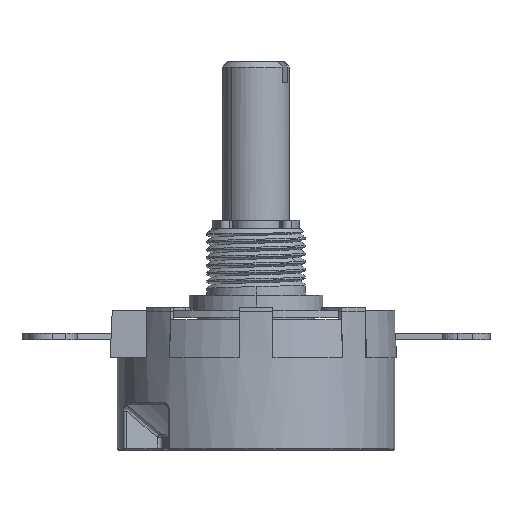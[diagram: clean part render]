
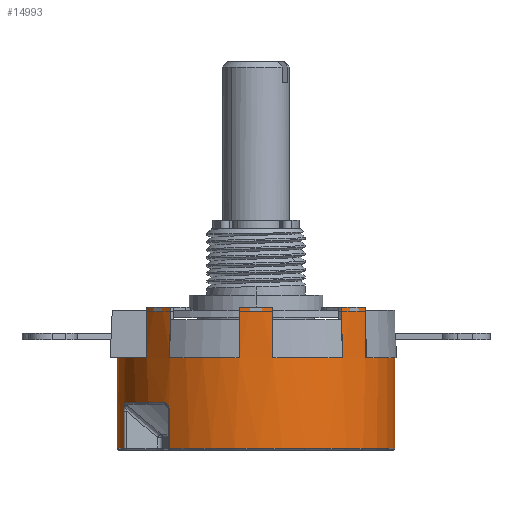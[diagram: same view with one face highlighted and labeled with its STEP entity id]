
A CAD part, left-side view. The second image highlights one B-rep face of the part: STEP entity #14993.
In plain terms, the highlighted cylindrical face has radius 13.2 mm (diameter 26.4 mm), a partial arc.
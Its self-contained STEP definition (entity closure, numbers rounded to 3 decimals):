
#13304=DIRECTION('',(0.,0.,1.));
#13305=VECTOR('',#13304,8.6);
#13306=CARTESIAN_POINT('',(13.35,0.15,-13.1));
#13307=LINE('',#13306,#13305);
#13317=DIRECTION('',(0.,0.,1.));
#13318=VECTOR('',#13317,3.527);
#13319=CARTESIAN_POINT('',(9.301,25.914,
-13.1));
#13320=LINE('',#13319,#13318);
#13321=CARTESIAN_POINT('',(13.35,13.35,-13.1));
#13322=DIRECTION('',(0.,0.,-1.));
#13323=DIRECTION('',(-0.307,0.952,0.));
#13324=AXIS2_PLACEMENT_3D('',#13321,#13322,#13323);
#13326=DIRECTION('',(0.,0.,1.));
#13327=VECTOR('',#13326,8.6);
#13328=CARTESIAN_POINT('',(13.35,26.55,-13.1));
#13329=LINE('',#13328,#13327);
#13330=CARTESIAN_POINT('',(13.35,13.35,-4.5));
#13331=DIRECTION('',(0.,0.,1.));
#13332=DIRECTION('',(0.,1.,0.));
#13333=AXIS2_PLACEMENT_3D('',#13330,#13331,#13332);
#13335=DIRECTION('',(0.,0.,1.));
#13336=VECTOR('',#13335,4.8);
#13337=CARTESIAN_POINT('',(5.216,23.746,-4.5));
#13338=LINE('',#13337,#13336);
#13339=CARTESIAN_POINT('',(13.35,13.35,0.3));
#13340=DIRECTION('',(0.,0.,1.));
#13341=DIRECTION('',(-0.616,0.788,0.));
#13342=AXIS2_PLACEMENT_3D('',#13339,#13340,#13341);
#13344=DIRECTION('',(0.,0.,1.));
#13345=VECTOR('',#13344,4.8);
#13346=CARTESIAN_POINT('',(2.954,21.484,-4.5));
#13347=LINE('',#13346,#13345);
#13348=CARTESIAN_POINT('',(13.35,13.35,-4.5));
#13349=DIRECTION('',(0.,0.,1.));
#13350=DIRECTION('',(-0.788,0.616,0.));
#13351=AXIS2_PLACEMENT_3D('',#13348,#13349,#13350);
#13353=DIRECTION('',(0.,0.,1.));
#13354=VECTOR('',#13353,4.8);
#13355=CARTESIAN_POINT('',(0.247,14.95,-4.5));
#13356=LINE('',#13355,#13354);
#13357=CARTESIAN_POINT('',(13.35,13.35,0.3));
#13358=DIRECTION('',(0.,0.,1.));
#13359=DIRECTION('',(-0.993,0.121,0.));
#13360=AXIS2_PLACEMENT_3D('',#13357,#13358,#13359);
#13362=DIRECTION('',(0.,0.,1.));
#13363=VECTOR('',#13362,4.8);
#13364=CARTESIAN_POINT('',(0.247,11.75,-4.5));
#13365=LINE('',#13364,#13363);
#13366=CARTESIAN_POINT('',(13.35,13.35,-4.5));
#13367=DIRECTION('',(0.,0.,1.));
#13368=DIRECTION('',(-0.993,-0.121,0.));
#13369=AXIS2_PLACEMENT_3D('',#13366,#13367,#13368);
#13371=DIRECTION('',(0.,0.,1.));
#13372=VECTOR('',#13371,4.8);
#13373=CARTESIAN_POINT('',(2.954,5.216,-4.5));
#13374=LINE('',#13373,#13372);
#13375=CARTESIAN_POINT('',(13.35,13.35,0.3));
#13376=DIRECTION('',(0.,0.,1.));
#13377=DIRECTION('',(-0.788,-0.616,0.));
#13378=AXIS2_PLACEMENT_3D('',#13375,#13376,#13377);
#13380=DIRECTION('',(0.,0.,1.));
#13381=VECTOR('',#13380,4.8);
#13382=CARTESIAN_POINT('',(5.216,2.954,-4.5));
#13383=LINE('',#13382,#13381);
#13384=CARTESIAN_POINT('',(13.35,13.35,-4.5));
#13385=DIRECTION('',(0.,0.,1.));
#13386=DIRECTION('',(-0.616,-0.788,0.));
#13387=AXIS2_PLACEMENT_3D('',#13384,#13385,#13386);
#13389=CARTESIAN_POINT('',(13.35,13.35,-13.1));
#13390=DIRECTION('',(0.,0.,-1.));
#13391=DIRECTION('',(0.,-1.,0.));
#13392=AXIS2_PLACEMENT_3D('',#13389,#13390,#13391);
#13394=DIRECTION('',(0.,0.,-1.));
#13395=VECTOR('',#13394,3.527);
#13396=CARTESIAN_POINT('',(3.027,21.576,
-9.573));
#13397=LINE('',#13396,#13395);
#13398=CARTESIAN_POINT('',(3.41,22.035,
-8.805));
#13399=CARTESIAN_POINT('',(3.381,22.002,
-8.805));
#13400=CARTESIAN_POINT('',(3.323,21.936,
-8.817));
#13401=CARTESIAN_POINT('',(3.238,21.835,
-8.876));
#13402=CARTESIAN_POINT('',(3.165,21.746,
-8.972));
#13403=CARTESIAN_POINT('',(3.114,21.685,
-9.075));
#13404=CARTESIAN_POINT('',(3.08,21.642,
-9.174));
#13405=CARTESIAN_POINT('',(3.057,21.613,
-9.268));
#13406=CARTESIAN_POINT('',(3.042,21.595,
-9.354));
#13407=CARTESIAN_POINT('',(3.032,21.583,
-9.433));
#13408=CARTESIAN_POINT('',(3.028,21.577,
-9.506));
#13409=CARTESIAN_POINT('',(3.027,21.576,
-9.552));
#13410=CARTESIAN_POINT('',(3.027,21.576,
-9.573));
#13412=CARTESIAN_POINT('',(13.35,13.35,-8.805));
#13413=DIRECTION('',(0.,0.,1.));
#13414=DIRECTION('',(-0.349,0.937,0.));
#13415=AXIS2_PLACEMENT_3D('',#13412,#13413,#13414);
#13417=CARTESIAN_POINT('',(9.301,25.914,
-9.573));
#13418=CARTESIAN_POINT('',(9.301,25.914,
-9.501));
#13419=CARTESIAN_POINT('',(9.287,25.909,
-9.367));
#13420=CARTESIAN_POINT('',(9.233,25.892,
-9.194));
#13421=CARTESIAN_POINT('',(9.157,25.866,
-9.053));
#13422=CARTESIAN_POINT('',(9.067,25.836,
-8.945));
#13423=CARTESIAN_POINT('',(8.974,25.804,
-8.871));
#13424=CARTESIAN_POINT('',(8.863,25.764,
-8.818));
#13425=CARTESIAN_POINT('',(8.78,25.734,
-8.805));
#13426=CARTESIAN_POINT('',(8.737,25.718,
-8.805));
#14228=CARTESIAN_POINT('',(2.954,21.484,-4.5));
#14230=VERTEX_POINT('',#14228);
#14231=CARTESIAN_POINT('',(0.247,14.95,-4.5));
#14233=VERTEX_POINT('',#14231);
#14236=CARTESIAN_POINT('',(0.247,11.75,-4.5));
#14238=VERTEX_POINT('',#14236);
#14239=CARTESIAN_POINT('',(2.954,5.216,-4.5));
#14241=VERTEX_POINT('',#14239);
#14247=CARTESIAN_POINT('',(5.216,23.746,-4.5));
#14249=VERTEX_POINT('',#14247);
#14252=CARTESIAN_POINT('',(5.216,2.954,-4.5));
#14254=VERTEX_POINT('',#14252);
#14267=CARTESIAN_POINT('',(13.35,26.55,-4.5));
#14268=VERTEX_POINT('',#14267);
#14273=CARTESIAN_POINT('',(13.35,0.15,-4.5));
#14274=VERTEX_POINT('',#14273);
#14283=CARTESIAN_POINT('',(13.35,26.55,-13.1));
#14284=CARTESIAN_POINT('',(13.35,0.15,-13.1));
#14285=VERTEX_POINT('',#14283);
#14286=VERTEX_POINT('',#14284);
#14295=CARTESIAN_POINT('',(5.216,23.746,0.3));
#14296=CARTESIAN_POINT('',(2.954,21.484,0.3));
#14297=VERTEX_POINT('',#14295);
#14298=VERTEX_POINT('',#14296);
#14299=CARTESIAN_POINT('',(0.247,14.95,0.3));
#14300=CARTESIAN_POINT('',(0.247,11.75,0.3));
#14301=VERTEX_POINT('',#14299);
#14302=VERTEX_POINT('',#14300);
#14303=CARTESIAN_POINT('',(2.954,5.216,0.3));
#14304=CARTESIAN_POINT('',(5.216,2.954,0.3));
#14305=VERTEX_POINT('',#14303);
#14306=VERTEX_POINT('',#14304);
#14443=CARTESIAN_POINT('',(9.301,25.914,
-13.1));
#14444=CARTESIAN_POINT('',(9.301,25.914,
-9.573));
#14445=VERTEX_POINT('',#14443);
#14446=VERTEX_POINT('',#14444);
#14449=VERTEX_POINT('',#13426);
#14451=CARTESIAN_POINT('',(3.41,22.035,
-8.805));
#14452=VERTEX_POINT('',#14451);
#14455=VERTEX_POINT('',#13410);
#14457=CARTESIAN_POINT('',(3.027,21.576,
-13.1));
#14458=VERTEX_POINT('',#14457);
#14954=CARTESIAN_POINT('',(13.35,13.35,-13.3));
#14955=DIRECTION('',(0.,0.,1.));
#14956=DIRECTION('',(0.,-1.,0.));
#14957=AXIS2_PLACEMENT_3D('',#14954,#14955,#14956);
#14958=CYLINDRICAL_SURFACE('',#14957,13.2);
#14960=ORIENTED_EDGE('',*,*,#14959,.F.);
#14962=ORIENTED_EDGE('',*,*,#14961,.T.);
#14963=ORIENTED_EDGE('',*,*,#14936,.T.);
#14964=ORIENTED_EDGE('',*,*,#14585,.T.);
#14965=ORIENTED_EDGE('',*,*,#14829,.T.);
#14967=ORIENTED_EDGE('',*,*,#14966,.T.);
#14968=ORIENTED_EDGE('',*,*,#14719,.F.);
#14969=ORIENTED_EDGE('',*,*,#14537,.T.);
#14970=ORIENTED_EDGE('',*,*,#14741,.T.);
#14972=ORIENTED_EDGE('',*,*,#14971,.T.);
#14973=ORIENTED_EDGE('',*,*,#14763,.F.);
#14974=ORIENTED_EDGE('',*,*,#14560,.T.);
#14975=ORIENTED_EDGE('',*,*,#14785,.T.);
#14977=ORIENTED_EDGE('',*,*,#14976,.T.);
#14978=ORIENTED_EDGE('',*,*,#14851,.F.);
#14979=ORIENTED_EDGE('',*,*,#14614,.T.);
#14980=ORIENTED_EDGE('',*,*,#14940,.F.);
#14982=ORIENTED_EDGE('',*,*,#14981,.T.);
#14984=ORIENTED_EDGE('',*,*,#14983,.F.);
#14986=ORIENTED_EDGE('',*,*,#14985,.F.);
#14988=ORIENTED_EDGE('',*,*,#14987,.F.);
#14990=ORIENTED_EDGE('',*,*,#14989,.F.);
#14991=EDGE_LOOP('',(#14960,#14962,#14963,#14964,#14965,#14967,#14968,#14969,
#14970,#14972,#14973,#14974,#14975,#14977,#14978,#14979,#14980,#14982,#14984,
#14986,#14988,#14990));
#14992=FACE_OUTER_BOUND('',#14991,.F.);
#14993=ADVANCED_FACE('',(#14992),#14958,.T.);
#13325=CIRCLE('',#13324,13.2);
#13334=CIRCLE('',#13333,13.2);
#13343=CIRCLE('',#13342,13.2);
#13352=CIRCLE('',#13351,13.2);
#13361=CIRCLE('',#13360,13.2);
#13370=CIRCLE('',#13369,13.2);
#13379=CIRCLE('',#13378,13.2);
#13388=CIRCLE('',#13387,13.2);
#13393=CIRCLE('',#13392,13.2);
#13411=B_SPLINE_CURVE_WITH_KNOTS('',3,(#13398,#13399,#13400,#13401,#13402,
#13403,#13404,#13405,#13406,#13407,#13408,#13409,#13410),.UNSPECIFIED.,.F.,.F.,(
4,1,1,1,1,1,1,1,1,1,4),(0.,0.1,0.2,0.3,0.4,0.5,0.6,0.7,0.8,
0.9,1.),.UNSPECIFIED.);
#13416=CIRCLE('',#13415,13.2);
#13427=B_SPLINE_CURVE_WITH_KNOTS('',3,(#13417,#13418,#13419,#13420,#13421,
#13422,#13423,#13424,#13425,#13426),.UNSPECIFIED.,.F.,.F.,(4,1,1,1,1,1,1,4),(
0.,0.143,0.286,0.429,0.571,
0.714,0.857,1.),.UNSPECIFIED.);
#14537=EDGE_CURVE('',#14230,#14233,#13352,.T.);
#14560=EDGE_CURVE('',#14238,#14241,#13370,.T.);
#14585=EDGE_CURVE('',#14268,#14249,#13334,.T.);
#14614=EDGE_CURVE('',#14254,#14274,#13388,.T.);
#14719=EDGE_CURVE('',#14230,#14298,#13347,.T.);
#14741=EDGE_CURVE('',#14233,#14301,#13356,.T.);
#14763=EDGE_CURVE('',#14238,#14302,#13365,.T.);
#14785=EDGE_CURVE('',#14241,#14305,#13374,.T.);
#14829=EDGE_CURVE('',#14249,#14297,#13338,.T.);
#14851=EDGE_CURVE('',#14254,#14306,#13383,.T.);
#14936=EDGE_CURVE('',#14285,#14268,#13329,.T.);
#14940=EDGE_CURVE('',#14286,#14274,#13307,.T.);
#14959=EDGE_CURVE('',#14445,#14446,#13320,.T.);
#14961=EDGE_CURVE('',#14445,#14285,#13325,.T.);
#14966=EDGE_CURVE('',#14297,#14298,#13343,.T.);
#14971=EDGE_CURVE('',#14301,#14302,#13361,.T.);
#14976=EDGE_CURVE('',#14305,#14306,#13379,.T.);
#14981=EDGE_CURVE('',#14286,#14458,#13393,.T.);
#14983=EDGE_CURVE('',#14455,#14458,#13397,.T.);
#14985=EDGE_CURVE('',#14452,#14455,#13411,.T.);
#14987=EDGE_CURVE('',#14449,#14452,#13416,.T.);
#14989=EDGE_CURVE('',#14446,#14449,#13427,.T.);
